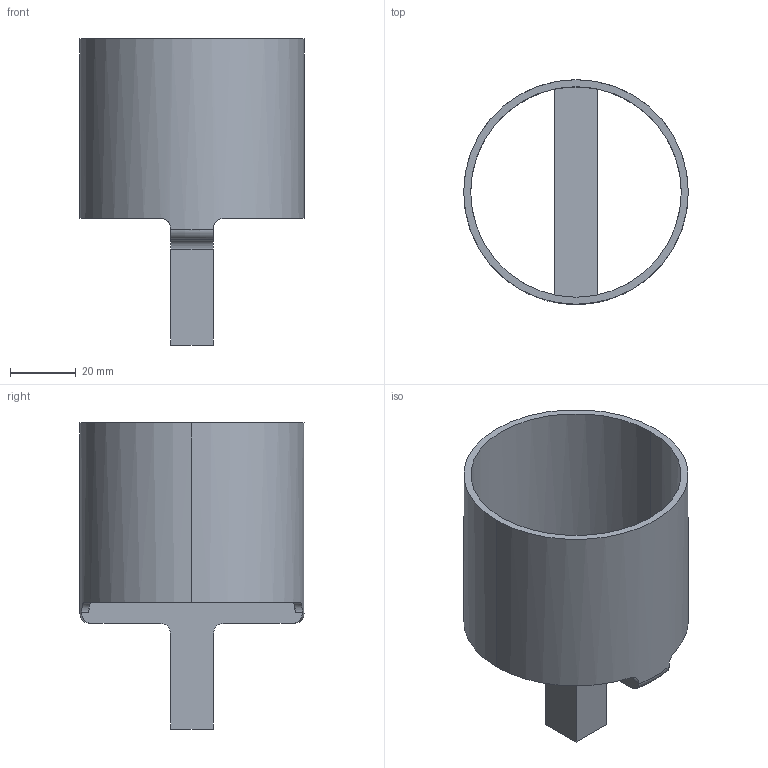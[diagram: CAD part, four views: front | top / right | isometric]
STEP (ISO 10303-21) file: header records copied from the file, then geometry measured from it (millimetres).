
FILE_DESCRIPTION (( 'STEP AP203' ), '1' );
FILE_NAME ('customEE.STEP', '2021-05-21T12:59:15', ( '' ), ( '' ), 'SwSTEP 2.0', 'SolidWorks 2019', '' );
FILE_SCHEMA (( 'CONFIG_CONTROL_DESIGN' ));
Length unit declared in the file: millimetre
Products named in the file (1): customEE
Bounding box: 68.1 x 68.1 x 92.8 mm (x, y, z)
Volume: 35070.4 mm3; surface area: 27704.5 mm2
Topology: 1 solids, 1 shells, 23 faces, 72 edges, 48 vertices
Faces by surface type: plane 11, cylinder 10, torus 2
Entity records: 1049 total; most frequent: CARTESIAN_POINT 324, ORIENTED_EDGE 144, DIRECTION 130, EDGE_CURVE 72, VERTEX_POINT 48, AXIS2_PLACEMENT_3D 46, VECTOR 38, LINE 38
